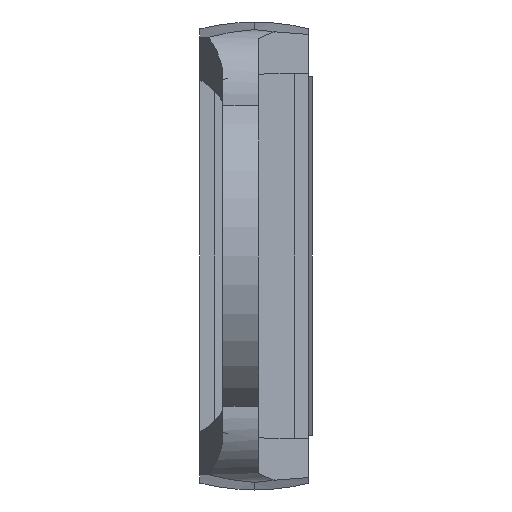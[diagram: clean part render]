
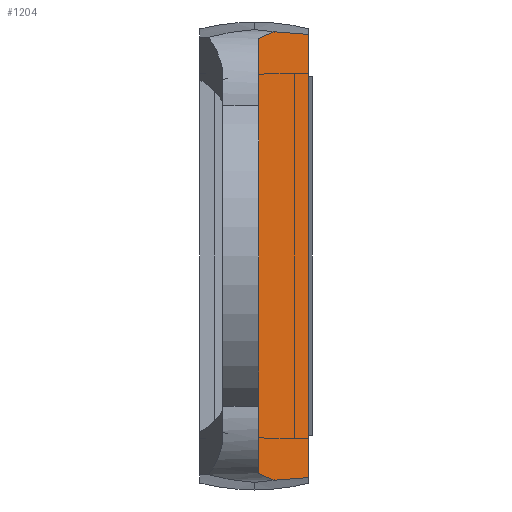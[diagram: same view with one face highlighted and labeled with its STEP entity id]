
A CAD part, left-side view. The second image highlights one B-rep face of the part: STEP entity #1204.
In plain terms, the highlighted face is planar.
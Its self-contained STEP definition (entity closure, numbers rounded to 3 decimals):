
#71 = CARTESIAN_POINT ( 'NONE',  ( 15.613, -1.451, -11.099 ) ) ;
#214 = ORIENTED_EDGE ( 'NONE', *, *, #1114, .F. ) ;
#249 = EDGE_CURVE ( 'NONE', #783, #262, #724, .T. ) ;
#262 = VERTEX_POINT ( 'NONE', #1398 ) ;
#268 = B_SPLINE_CURVE_WITH_KNOTS ( 'NONE', 3,
 ( #1509, #822, #1850, #498 ),
 .UNSPECIFIED., .F., .F.,
 ( 4, 4 ),
 ( 0.002, 0.005 ),
 .UNSPECIFIED. ) ;
#269 = CARTESIAN_POINT ( 'NONE',  ( -15.613, -1.451, -11.099 ) ) ;
#372 = CARTESIAN_POINT ( 'NONE',  ( -15.338, -0.662, -11.888 ) ) ;
#392 = CARTESIAN_POINT ( 'NONE',  ( 15.613, -1.451, -11.099 ) ) ;
#498 = CARTESIAN_POINT ( 'NONE',  ( -15.435, -3.8, -8.75 ) ) ;
#507 = CARTESIAN_POINT ( 'NONE',  ( 15.613, -1.451, -11.099 ) ) ;
#541 = CARTESIAN_POINT ( 'NONE',  ( -16.3, -0.3, -12.25 ) ) ;
#561 = DIRECTION ( 'NONE',  ( 0., 0.707, -0.707 ) ) ;
#576 = ORIENTED_EDGE ( 'NONE', *, *, #2068, .T. ) ;
#614 =( BOUNDED_CURVE ( )  B_SPLINE_CURVE ( 3, ( #747, #1416, #770, #71 ),
 .UNSPECIFIED., .F., .F. ) 
 B_SPLINE_CURVE_WITH_KNOTS ( ( 4, 4 ),
 ( 1.047, 1.298 ),
 .UNSPECIFIED. ) 
 CURVE ( )  GEOMETRIC_REPRESENTATION_ITEM ( )  RATIONAL_B_SPLINE_CURVE ( ( 1., 0.995, 0.995, 1. ) ) 
 REPRESENTATION_ITEM ( '' )  );
#723 = CARTESIAN_POINT ( 'NONE',  ( -15.128, -0.3, -12.25 ) ) ;
#724 = LINE ( 'NONE', #2058, #1213 ) ;
#743 = EDGE_CURVE ( 'NONE', #2033, #262, #1405, .T. ) ;
#747 = CARTESIAN_POINT ( 'NONE',  ( 15.128, -0.3, -12.25 ) ) ;
#770 = CARTESIAN_POINT ( 'NONE',  ( 15.5, -1.048, -11.502 ) ) ;
#783 = VERTEX_POINT ( 'NONE', #928 ) ;
#822 = CARTESIAN_POINT ( 'NONE',  ( -15.625, -2.235, -10.315 ) ) ;
#823 = VERTEX_POINT ( 'NONE', #269 ) ;
#875 = AXIS2_PLACEMENT_3D ( 'NONE', #541, #1201, #561 ) ;
#928 = CARTESIAN_POINT ( 'NONE',  ( -15.435, -3.8, -8.75 ) ) ;
#980 =( BOUNDED_CURVE ( )  B_SPLINE_CURVE ( 3, ( #1697, #1209, #372, #1380 ),
 .UNSPECIFIED., .F., .F. ) 
 B_SPLINE_CURVE_WITH_KNOTS ( ( 4, 4 ),
 ( 4.986, 5.236 ),
 .UNSPECIFIED. ) 
 CURVE ( )  GEOMETRIC_REPRESENTATION_ITEM ( )  RATIONAL_B_SPLINE_CURVE ( ( 1., 0.995, 0.995, 1. ) ) 
 REPRESENTATION_ITEM ( '' )  );
#1013 = LINE ( 'NONE', #1142, #1096 ) ;
#1043 = DIRECTION ( 'NONE',  ( 1., 0., 0. ) ) ;
#1096 = VECTOR ( 'NONE', #1983, 1000. ) ;
#1114 = EDGE_CURVE ( 'NONE', #823, #783, #268, .T. ) ;
#1142 = CARTESIAN_POINT ( 'NONE',  ( -16.3, -0.3, -12.25 ) ) ;
#1201 = DIRECTION ( 'NONE',  ( 0., -0.707, -0.707 ) ) ;
#1204 = ADVANCED_FACE ( 'NONE', ( #1857 ), #1546, .T. ) ;
#1209 = CARTESIAN_POINT ( 'NONE',  ( -15.5, -1.048, -11.502 ) ) ;
#1213 = VECTOR ( 'NONE', #1043, 1000. ) ;
#1279 = VERTEX_POINT ( 'NONE', #723 ) ;
#1351 = ORIENTED_EDGE ( 'NONE', *, *, #249, .F. ) ;
#1380 = CARTESIAN_POINT ( 'NONE',  ( -15.128, -0.3, -12.25 ) ) ;
#1398 = CARTESIAN_POINT ( 'NONE',  ( 15.435, -3.8, -8.75 ) ) ;
#1405 = B_SPLINE_CURVE_WITH_KNOTS ( 'NONE', 3,
 ( #392, #2083, #1566, #1905 ),
 .UNSPECIFIED., .F., .F.,
 ( 4, 4 ),
 ( 0.002, 0.005 ),
 .UNSPECIFIED. ) ;
#1416 = CARTESIAN_POINT ( 'NONE',  ( 15.338, -0.662, -11.888 ) ) ;
#1509 = CARTESIAN_POINT ( 'NONE',  ( -15.613, -1.451, -11.099 ) ) ;
#1546 = PLANE ( 'NONE',  #875 ) ;
#1566 = CARTESIAN_POINT ( 'NONE',  ( 15.568, -3.018, -9.532 ) ) ;
#1697 = CARTESIAN_POINT ( 'NONE',  ( -15.613, -1.451, -11.099 ) ) ;
#1705 = EDGE_CURVE ( 'NONE', #823, #1279, #980, .T. ) ;
#1819 = EDGE_CURVE ( 'NONE', #2139, #2033, #614, .T. ) ;
#1821 = ORIENTED_EDGE ( 'NONE', *, *, #1819, .T. ) ;
#1850 = CARTESIAN_POINT ( 'NONE',  ( -15.568, -3.018, -9.532 ) ) ;
#1857 = FACE_OUTER_BOUND ( 'NONE', #2030, .T. ) ;
#1905 = CARTESIAN_POINT ( 'NONE',  ( 15.435, -3.8, -8.75 ) ) ;
#1935 = ORIENTED_EDGE ( 'NONE', *, *, #1705, .T. ) ;
#1983 = DIRECTION ( 'NONE',  ( 1., 0., 0. ) ) ;
#2030 = EDGE_LOOP ( 'NONE', ( #2094, #1351, #214, #1935, #576, #1821 ) ) ;
#2033 = VERTEX_POINT ( 'NONE', #507 ) ;
#2058 = CARTESIAN_POINT ( 'NONE',  ( -16.3, -3.8, -8.75 ) ) ;
#2068 = EDGE_CURVE ( 'NONE', #1279, #2139, #1013, .T. ) ;
#2083 = CARTESIAN_POINT ( 'NONE',  ( 15.625, -2.235, -10.315 ) ) ;
#2094 = ORIENTED_EDGE ( 'NONE', *, *, #743, .T. ) ;
#2139 = VERTEX_POINT ( 'NONE', #2166 ) ;
#2166 = CARTESIAN_POINT ( 'NONE',  ( 15.128, -0.3, -12.25 ) ) ;
